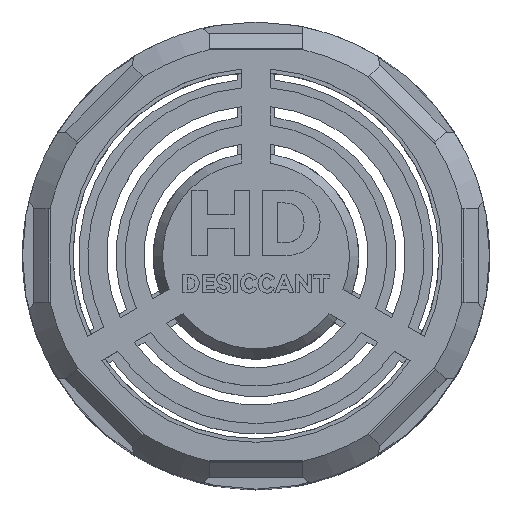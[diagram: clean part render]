
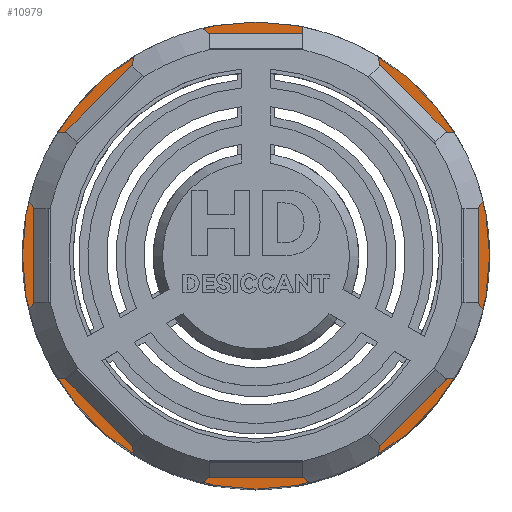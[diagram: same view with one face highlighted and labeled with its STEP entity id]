
A CAD part, top view. The second image highlights one B-rep face of the part: STEP entity #10979.
In plain terms, the highlighted planar face has unit normal (0, 0, 1).
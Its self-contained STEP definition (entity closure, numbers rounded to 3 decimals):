
#357=FACE_BOUND('',#1484,.T.);
#550=CIRCLE('',#11602,25.);
#551=CIRCLE('',#11603,22.2);
#552=CIRCLE('',#11604,20.2);
#553=CIRCLE('',#11605,22.2);
#554=CIRCLE('',#11606,20.2);
#555=CIRCLE('',#11607,22.2);
#556=CIRCLE('',#11608,20.2);
#904=FACE_OUTER_BOUND('',#1483,.T.);
#1483=EDGE_LOOP('',(#7337));
#1484=EDGE_LOOP('',(#7338,#7339,#7340,#7341,#7342,#7343,#7344,#7345,#7346,
#7347,#7348,#7349));
#2149=LINE('',#15112,#3252);
#2154=LINE('',#15141,#3257);
#2159=LINE('',#15170,#3262);
#2217=LINE('',#15354,#3320);
#2218=LINE('',#15359,#3321);
#2219=LINE('',#15364,#3322);
#3252=VECTOR('',#12368,10.);
#3257=VECTOR('',#12389,10.);
#3262=VECTOR('',#12410,10.);
#3320=VECTOR('',#12558,10.);
#3321=VECTOR('',#12563,10.);
#3322=VECTOR('',#12568,10.);
#4372=VERTEX_POINT('',#15109);
#4373=VERTEX_POINT('',#15111);
#4382=VERTEX_POINT('',#15138);
#4383=VERTEX_POINT('',#15140);
#4392=VERTEX_POINT('',#15167);
#4393=VERTEX_POINT('',#15169);
#4448=VERTEX_POINT('',#15349);
#4449=VERTEX_POINT('',#15351);
#4450=VERTEX_POINT('',#15353);
#4451=VERTEX_POINT('',#15356);
#4452=VERTEX_POINT('',#15358);
#4453=VERTEX_POINT('',#15361);
#4454=VERTEX_POINT('',#15363);
#5491=EDGE_CURVE('',#4372,#4373,#2149,.T.);
#5503=EDGE_CURVE('',#4382,#4383,#2154,.T.);
#5515=EDGE_CURVE('',#4392,#4393,#2159,.T.);
#5597=EDGE_CURVE('',#4448,#4448,#550,.T.);
#5598=EDGE_CURVE('',#4372,#4449,#551,.T.);
#5599=EDGE_CURVE('',#4450,#4449,#2217,.T.);
#5600=EDGE_CURVE('',#4383,#4450,#552,.T.);
#5601=EDGE_CURVE('',#4382,#4451,#553,.T.);
#5602=EDGE_CURVE('',#4452,#4451,#2218,.T.);
#5603=EDGE_CURVE('',#4393,#4452,#554,.T.);
#5604=EDGE_CURVE('',#4392,#4453,#555,.T.);
#5605=EDGE_CURVE('',#4454,#4453,#2219,.T.);
#5606=EDGE_CURVE('',#4373,#4454,#556,.T.);
#7337=ORIENTED_EDGE('',*,*,#5597,.T.);
#7338=ORIENTED_EDGE('',*,*,#5598,.T.);
#7339=ORIENTED_EDGE('',*,*,#5599,.F.);
#7340=ORIENTED_EDGE('',*,*,#5600,.F.);
#7341=ORIENTED_EDGE('',*,*,#5503,.F.);
#7342=ORIENTED_EDGE('',*,*,#5601,.T.);
#7343=ORIENTED_EDGE('',*,*,#5602,.F.);
#7344=ORIENTED_EDGE('',*,*,#5603,.F.);
#7345=ORIENTED_EDGE('',*,*,#5515,.F.);
#7346=ORIENTED_EDGE('',*,*,#5604,.T.);
#7347=ORIENTED_EDGE('',*,*,#5605,.F.);
#7348=ORIENTED_EDGE('',*,*,#5606,.F.);
#7349=ORIENTED_EDGE('',*,*,#5491,.F.);
#10564=PLANE('',#11601);
#10979=ADVANCED_FACE('',(#904,#357),#10564,.T.);
#11601=AXIS2_PLACEMENT_3D('',#15348,#12552,#12553);
#11602=AXIS2_PLACEMENT_3D('',#15350,#12554,#12555);
#11603=AXIS2_PLACEMENT_3D('',#15352,#12556,#12557);
#11604=AXIS2_PLACEMENT_3D('',#15355,#12559,#12560);
#11605=AXIS2_PLACEMENT_3D('',#15357,#12561,#12562);
#11606=AXIS2_PLACEMENT_3D('',#15360,#12564,#12565);
#11607=AXIS2_PLACEMENT_3D('',#15362,#12566,#12567);
#11608=AXIS2_PLACEMENT_3D('',#15365,#12569,#12570);
#12368=DIRECTION('',(0.259,-0.966,0.));
#12389=DIRECTION('',(-0.966,0.259,0.));
#12410=DIRECTION('',(0.707,0.707,0.));
#12552=DIRECTION('center_axis',(0.,0.,1.));
#12553=DIRECTION('ref_axis',(1.,0.,0.));
#12554=DIRECTION('center_axis',(0.,0.,1.));
#12555=DIRECTION('ref_axis',(1.,0.,0.));
#12556=DIRECTION('center_axis',(0.,0.,-1.));
#12557=DIRECTION('ref_axis',(1.,0.,0.));
#12558=DIRECTION('',(0.259,0.966,0.));
#12559=DIRECTION('center_axis',(0.,0.,1.));
#12560=DIRECTION('ref_axis',(-1.,0.,0.));
#12561=DIRECTION('center_axis',(0.,0.,-1.));
#12562=DIRECTION('ref_axis',(1.,0.,0.));
#12563=DIRECTION('',(0.707,-0.707,0.));
#12564=DIRECTION('center_axis',(0.,0.,1.));
#12565=DIRECTION('ref_axis',(-1.,0.,0.));
#12566=DIRECTION('center_axis',(0.,0.,-1.));
#12567=DIRECTION('ref_axis',(1.,0.,0.));
#12568=DIRECTION('',(-0.966,-0.259,0.));
#12569=DIRECTION('center_axis',(0.,0.,1.));
#12570=DIRECTION('ref_axis',(-1.,0.,0.));
#15109=CARTESIAN_POINT('',(-12.565,18.302,55.));
#15111=CARTESIAN_POINT('',(-12.013,16.24,55.));
#15112=CARTESIAN_POINT('',(-10.021,8.807,55.));
#15138=CARTESIAN_POINT('',(22.132,1.731,55.));
#15140=CARTESIAN_POINT('',(20.071,2.283,55.));
#15141=CARTESIAN_POINT('',(12.637,4.275,55.));
#15167=CARTESIAN_POINT('',(-9.567,-20.033,55.));
#15169=CARTESIAN_POINT('',(-8.058,-18.523,55.));
#15170=CARTESIAN_POINT('',(-2.616,-13.081,55.));
#15348=CARTESIAN_POINT('Origin',(0.,0.,
55.));
#15349=CARTESIAN_POINT('',(-25.,0.,55.));
#15350=CARTESIAN_POINT('Origin',(0.,0.,55.));
#15351=CARTESIAN_POINT('',(5.939,21.391,55.));
#15352=CARTESIAN_POINT('Origin',(0.,0.,55.));
#15353=CARTESIAN_POINT('',(5.421,19.459,55.));
#15354=CARTESIAN_POINT('',(2.781,9.607,55.));
#15355=CARTESIAN_POINT('Origin',(0.,0.,55.));
#15356=CARTESIAN_POINT('',(15.556,-15.839,55.));
#15357=CARTESIAN_POINT('Origin',(0.,0.,55.));
#15358=CARTESIAN_POINT('',(14.141,-14.424,55.));
#15359=CARTESIAN_POINT('',(6.93,-7.212,55.));
#15360=CARTESIAN_POINT('Origin',(0.,0.,55.));
#15361=CARTESIAN_POINT('',(-21.494,-5.552,55.));
#15362=CARTESIAN_POINT('Origin',(0.,0.,55.));
#15363=CARTESIAN_POINT('',(-19.563,-5.035,55.));
#15364=CARTESIAN_POINT('',(-9.711,-2.395,55.));
#15365=CARTESIAN_POINT('Origin',(0.,0.,55.));
